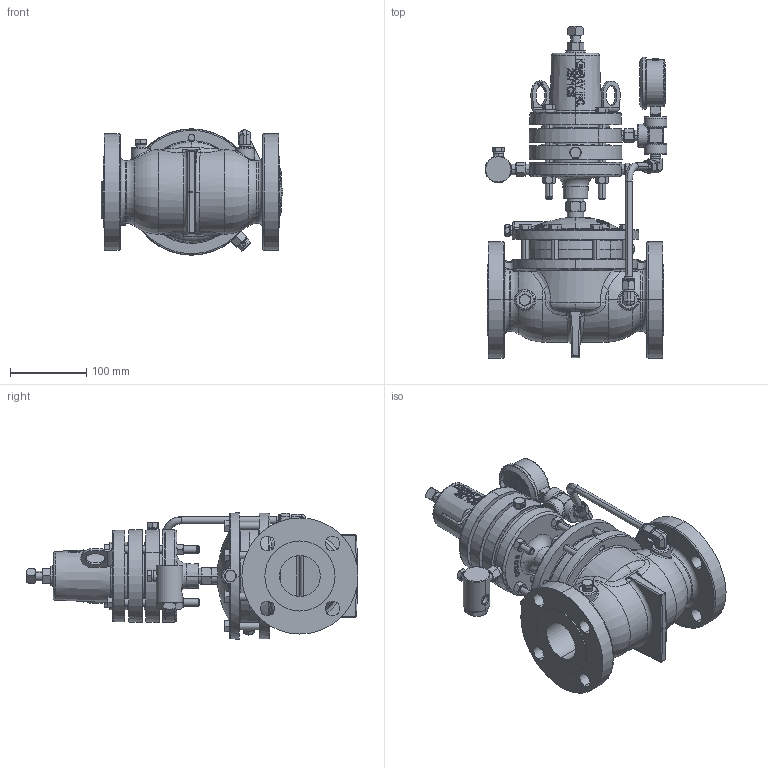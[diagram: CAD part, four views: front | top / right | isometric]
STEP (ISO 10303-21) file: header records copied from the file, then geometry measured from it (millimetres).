
FILE_DESCRIPTION (( 'STEP AP214' ), '1' );
FILE_NAME ('RFB2ARWF1S-AGW.STEP', '2023-04-10T12:10:59', ( '' ), ( '' ), 'SwSTEP 2.0', 'SolidWorks 2019', '' );
FILE_SCHEMA (( 'AUTOMOTIVE_DESIGN' ));
Length unit declared in the file: inch
Products named in the file (1): RFB2ARWF1S-AGW
Bounding box: 238.89 x 435.79 x 165.99 mm (x, y, z)
Volume: 4178844.7 mm3; surface area: 542478.8 mm2
Topology: 7 solids, 7 shells, 4444 faces, 11727 edges, 7520 vertices
Faces by surface type: plane 1969, bspline 1523, cone 391, cylinder 372, torus 126, sphere 63
Entity records: 207971 total; most frequent: CARTESIAN_POINT 75389, ORIENTED_EDGE 23362, DIRECTION 15471, EDGE_CURVE 11681, VERTEX_POINT 7519, LINE 5867, VECTOR 5867, AXIS2_PLACEMENT_3D 4802
